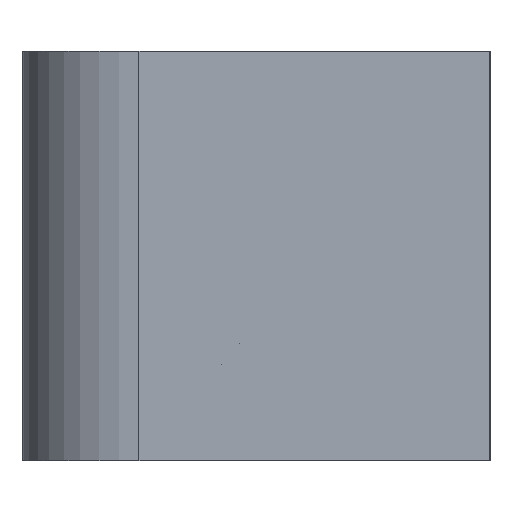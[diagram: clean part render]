
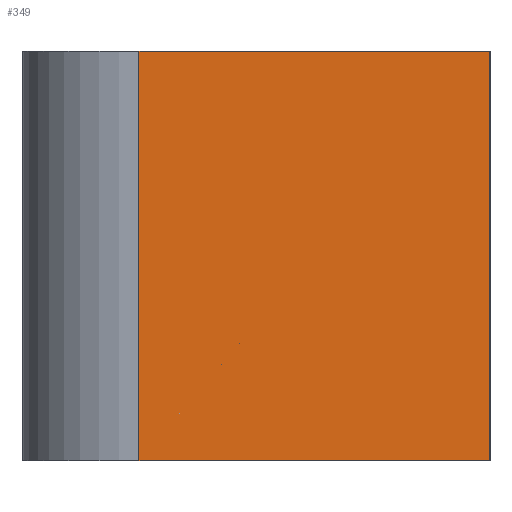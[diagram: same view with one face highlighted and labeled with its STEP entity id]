
A CAD part, left-side view. The second image highlights one B-rep face of the part: STEP entity #349.
In plain terms, the highlighted planar face has unit normal (-1, 0, 0).
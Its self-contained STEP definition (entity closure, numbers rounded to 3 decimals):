
#98 = VERTEX_POINT('',#99);
#99 = CARTESIAN_POINT('',(-14.,0.75,20.5));
#105 = EDGE_CURVE('',#106,#98,#108,.T.);
#106 = VERTEX_POINT('',#107);
#107 = CARTESIAN_POINT('',(-14.,6.75,20.5));
#108 = LINE('',#109,#110);
#109 = CARTESIAN_POINT('',(-14.,6.75,20.5));
#110 = VECTOR('',#111,1.);
#111 = DIRECTION('',(0.,-1.,0.));
#181 = VERTEX_POINT('',#182);
#182 = CARTESIAN_POINT('',(-14.,6.75,13.5));
#189 = EDGE_CURVE('',#190,#181,#192,.T.);
#190 = VERTEX_POINT('',#191);
#191 = CARTESIAN_POINT('',(-14.,0.75,13.5));
#192 = LINE('',#193,#194);
#193 = CARTESIAN_POINT('',(-14.,3.375,13.5));
#194 = VECTOR('',#195,1.);
#195 = DIRECTION('',(0.,1.,0.));
#328 = EDGE_CURVE('',#98,#190,#329,.T.);
#329 = LINE('',#330,#331);
#330 = CARTESIAN_POINT('',(-14.,0.75,20.5));
#331 = VECTOR('',#332,1.);
#332 = DIRECTION('',(-0.,-0.,-1.));
#349 = ADVANCED_FACE('',(#350),#361,.T.);
#350 = FACE_BOUND('',#351,.T.);
#351 = EDGE_LOOP('',(#352,#353,#359,#360));
#352 = ORIENTED_EDGE('',*,*,#105,.F.);
#353 = ORIENTED_EDGE('',*,*,#354,.T.);
#354 = EDGE_CURVE('',#106,#181,#355,.T.);
#355 = LINE('',#356,#357);
#356 = CARTESIAN_POINT('',(-14.,6.75,20.5));
#357 = VECTOR('',#358,1.);
#358 = DIRECTION('',(-0.,-0.,-1.));
#359 = ORIENTED_EDGE('',*,*,#189,.F.);
#360 = ORIENTED_EDGE('',*,*,#328,.F.);
#361 = PLANE('',#362);
#362 = AXIS2_PLACEMENT_3D('',#363,#364,#365);
#363 = CARTESIAN_POINT('',(-14.,6.75,20.5));
#364 = DIRECTION('',(-1.,0.,0.));
#365 = DIRECTION('',(0.,-1.,0.));
